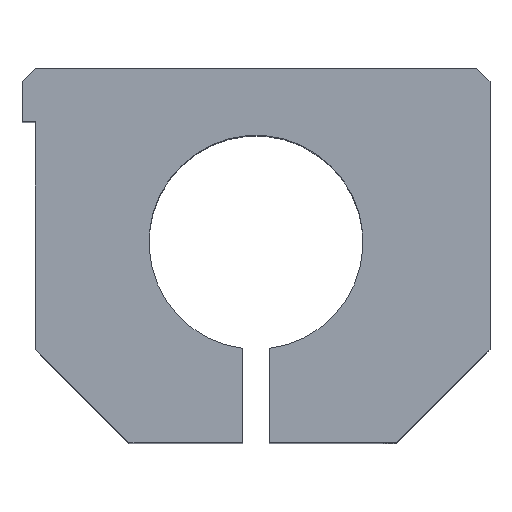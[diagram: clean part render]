
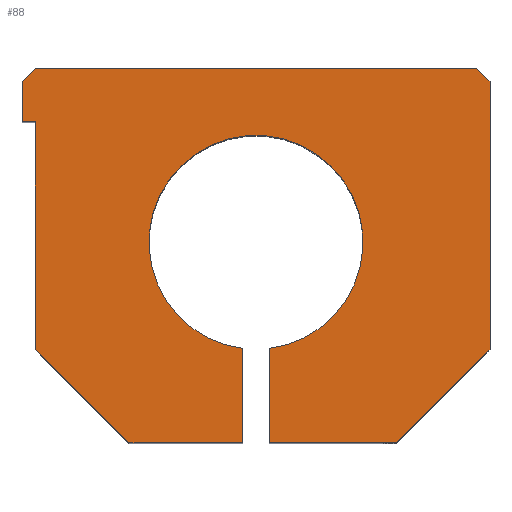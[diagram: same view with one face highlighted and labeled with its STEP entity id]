
A CAD part, top view. The second image highlights one B-rep face of the part: STEP entity #88.
In plain terms, the highlighted planar face has unit normal (0, 0, 1).
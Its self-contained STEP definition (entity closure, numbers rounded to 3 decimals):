
#88 = ADVANCED_FACE( '', ( #212 ), #213, .T. );
#212 = FACE_OUTER_BOUND( '', #385, .T. );
#213 = PLANE( '', #386 );
#385 = EDGE_LOOP( '', ( #585, #586, #587, #588, #589, #590, #591, #592, #593, #594, #595, #596, #597, #598 ) );
#386 = AXIS2_PLACEMENT_3D( '', #599, #600, #601 );
#585 = ORIENTED_EDGE( '', *, *, #984, .F. );
#586 = ORIENTED_EDGE( '', *, *, #985, .T. );
#587 = ORIENTED_EDGE( '', *, *, #986, .T. );
#588 = ORIENTED_EDGE( '', *, *, #987, .T. );
#589 = ORIENTED_EDGE( '', *, *, #988, .T. );
#590 = ORIENTED_EDGE( '', *, *, #989, .T. );
#591 = ORIENTED_EDGE( '', *, *, #990, .T. );
#592 = ORIENTED_EDGE( '', *, *, #991, .T. );
#593 = ORIENTED_EDGE( '', *, *, #992, .T. );
#594 = ORIENTED_EDGE( '', *, *, #993, .T. );
#595 = ORIENTED_EDGE( '', *, *, #978, .T. );
#596 = ORIENTED_EDGE( '', *, *, #994, .T. );
#597 = ORIENTED_EDGE( '', *, *, #995, .T. );
#598 = ORIENTED_EDGE( '', *, *, #996, .T. );
#599 = CARTESIAN_POINT( '', ( 0., 0., 32. ) );
#600 = DIRECTION( '', ( 0., 0., 1. ) );
#601 = DIRECTION( '', ( 1., 0., 0. ) );
#978 = EDGE_CURVE( '', #1167, #1165, #1168, .T. );
#984 = EDGE_CURVE( '', #1176, #1177, #1178, .T. );
#985 = EDGE_CURVE( '', #1176, #1179, #1180, .T. );
#986 = EDGE_CURVE( '', #1179, #1181, #1182, .T. );
#987 = EDGE_CURVE( '', #1181, #1183, #1184, .T. );
#988 = EDGE_CURVE( '', #1183, #1185, #1186, .T. );
#989 = EDGE_CURVE( '', #1185, #1187, #1188, .T. );
#990 = EDGE_CURVE( '', #1187, #1189, #1190, .T. );
#991 = EDGE_CURVE( '', #1189, #1191, #1192, .T. );
#992 = EDGE_CURVE( '', #1191, #1193, #1194, .T. );
#993 = EDGE_CURVE( '', #1193, #1167, #1195, .T. );
#994 = EDGE_CURVE( '', #1165, #1196, #1197, .T. );
#995 = EDGE_CURVE( '', #1196, #1198, #1199, .T. );
#996 = EDGE_CURVE( '', #1198, #1177, #1200, .T. );
#1165 = VERTEX_POINT( '', #1423 );
#1167 = VERTEX_POINT( '', #1426 );
#1168 = LINE( '', #1427, #1428 );
#1176 = VERTEX_POINT( '', #1437 );
#1177 = VERTEX_POINT( '', #1438 );
#1178 = LINE( '', #1439, #1440 );
#1179 = VERTEX_POINT( '', #1441 );
#1180 = LINE( '', #1442, #1443 );
#1181 = VERTEX_POINT( '', #1444 );
#1182 = LINE( '', #1445, #1446 );
#1183 = VERTEX_POINT( '', #1447 );
#1184 = LINE( '', #1448, #1449 );
#1185 = VERTEX_POINT( '', #1450 );
#1186 = LINE( '', #1451, #1452 );
#1187 = VERTEX_POINT( '', #1453 );
#1188 = LINE( '', #1454, #1455 );
#1189 = VERTEX_POINT( '', #1456 );
#1190 = LINE( '', #1457, #1458 );
#1191 = VERTEX_POINT( '', #1459 );
#1192 = LINE( '', #1460, #1461 );
#1193 = VERTEX_POINT( '', #1462 );
#1194 = LINE( '', #1463, #1464 );
#1195 = LINE( '', #1465, #1466 );
#1196 = VERTEX_POINT( '', #1467 );
#1197 = LINE( '', #1468, #1469 );
#1198 = VERTEX_POINT( '', #1470 );
#1199 = LINE( '', #1471, #1472 );
#1200 = CIRCLE( '', #1473, 8. );
#1423 = CARTESIAN_POINT( '', ( -9.5, 0., 32. ) );
#1426 = CARTESIAN_POINT( '', ( -16.5, 7., 32. ) );
#1427 = CARTESIAN_POINT( '', ( -16.5, 7., 32. ) );
#1428 = VECTOR( '', #1765, 1000. );
#1437 = CARTESIAN_POINT( '', ( 1., 0., 32. ) );
#1438 = CARTESIAN_POINT( '', ( 1., 7.063, 32. ) );
#1439 = CARTESIAN_POINT( '', ( 1., 0., 32. ) );
#1440 = VECTOR( '', #1773, 1000. );
#1441 = CARTESIAN_POINT( '', ( 10.5, 0., 32. ) );
#1442 = CARTESIAN_POINT( '', ( -9.5, 0., 32. ) );
#1443 = VECTOR( '', #1774, 1000. );
#1444 = CARTESIAN_POINT( '', ( 17.5, 7., 32. ) );
#1445 = CARTESIAN_POINT( '', ( 10.5, 0., 32. ) );
#1446 = VECTOR( '', #1775, 1000. );
#1447 = CARTESIAN_POINT( '', ( 17.5, 27., 32. ) );
#1448 = CARTESIAN_POINT( '', ( 17.5, 7., 32. ) );
#1449 = VECTOR( '', #1776, 1000. );
#1450 = CARTESIAN_POINT( '', ( 16.5, 28., 32. ) );
#1451 = CARTESIAN_POINT( '', ( 17.5, 27., 32. ) );
#1452 = VECTOR( '', #1777, 1000. );
#1453 = CARTESIAN_POINT( '', ( -16.5, 28., 32. ) );
#1454 = CARTESIAN_POINT( '', ( 16.5, 28., 32. ) );
#1455 = VECTOR( '', #1778, 1000. );
#1456 = CARTESIAN_POINT( '', ( -17.5, 27., 32. ) );
#1457 = CARTESIAN_POINT( '', ( -16.5, 28., 32. ) );
#1458 = VECTOR( '', #1779, 1000. );
#1459 = CARTESIAN_POINT( '', ( -17.5, 24., 32. ) );
#1460 = CARTESIAN_POINT( '', ( -17.5, 27., 32. ) );
#1461 = VECTOR( '', #1780, 1000. );
#1462 = CARTESIAN_POINT( '', ( -16.5, 24., 32. ) );
#1463 = CARTESIAN_POINT( '', ( -17.5, 24., 32. ) );
#1464 = VECTOR( '', #1781, 1000. );
#1465 = CARTESIAN_POINT( '', ( -16.5, 24., 32. ) );
#1466 = VECTOR( '', #1782, 1000. );
#1467 = CARTESIAN_POINT( '', ( -1., 0., 32. ) );
#1468 = CARTESIAN_POINT( '', ( -9.5, 0., 32. ) );
#1469 = VECTOR( '', #1783, 1000. );
#1470 = CARTESIAN_POINT( '', ( -1., 7.063, 32. ) );
#1471 = CARTESIAN_POINT( '', ( -1., 0., 32. ) );
#1472 = VECTOR( '', #1784, 1000. );
#1473 = AXIS2_PLACEMENT_3D( '', #1785, #1786, #1787 );
#1765 = DIRECTION( '', ( 0.707, -0.707, 0. ) );
#1773 = DIRECTION( '', ( 0., 1., 0. ) );
#1774 = DIRECTION( '', ( 1., 0., 0. ) );
#1775 = DIRECTION( '', ( 0.707, 0.707, 0. ) );
#1776 = DIRECTION( '', ( 0., 1., 0. ) );
#1777 = DIRECTION( '', ( -0.707, 0.707, 0. ) );
#1778 = DIRECTION( '', ( -1., 0., 0. ) );
#1779 = DIRECTION( '', ( -0.707, -0.707, 0. ) );
#1780 = DIRECTION( '', ( 0., -1., 0. ) );
#1781 = DIRECTION( '', ( 1., 0., 0. ) );
#1782 = DIRECTION( '', ( 0., -1., 0. ) );
#1783 = DIRECTION( '', ( 1., 0., 0. ) );
#1784 = DIRECTION( '', ( 0., 1., 0. ) );
#1785 = CARTESIAN_POINT( '', ( 0., 15., 32. ) );
#1786 = DIRECTION( '', ( 0., 0., -1. ) );
#1787 = DIRECTION( '', ( -1., 0., 0. ) );
